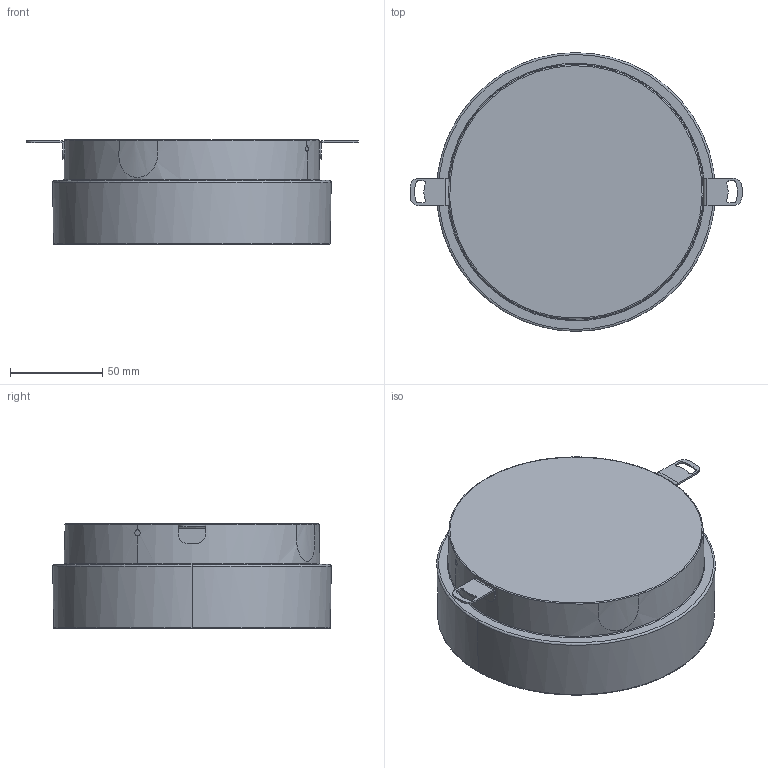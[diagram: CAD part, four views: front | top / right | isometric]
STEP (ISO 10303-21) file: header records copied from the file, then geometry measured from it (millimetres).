
FILE_DESCRIPTION(/* description */ (''),/* implementation_level */ '2;1');
FILE_NAME(/* name */ 'T4001700_EGO 150 WO VETRO FLAT TONDO',/* time_stamp */ '2018-02-06T16:34:09+01:00',/* author */ (''),/* organization */ (''),/* preprocessor_version */ 'ST-DEVELOPER v15',/* originating_system */ '',/* authorisation */ '');
FILE_SCHEMA (('CONFIG_CONTROL_DESIGN'));
Length unit declared in the file: millimetre
Products named in the file (1): Document
Bounding box: 180.12 x 151.15 x 56.9 mm (x, y, z)
Volume: 931212.8 mm3; surface area: 109341.2 mm2
Topology: 7 solids, 8 shells, 193 faces, 495 edges, 322 vertices
Faces by surface type: bspline 114, plane 79
Entity records: 7400 total; most frequent: CARTESIAN_POINT 4337, ORIENTED_EDGE 986, EDGE_CURVE 495, VERTEX_POINT 322, B_SPLINE_CURVE_WITH_KNOTS 291, EDGE_LOOP 214, ADVANCED_FACE 193, FACE_OUTER_BOUND 193
